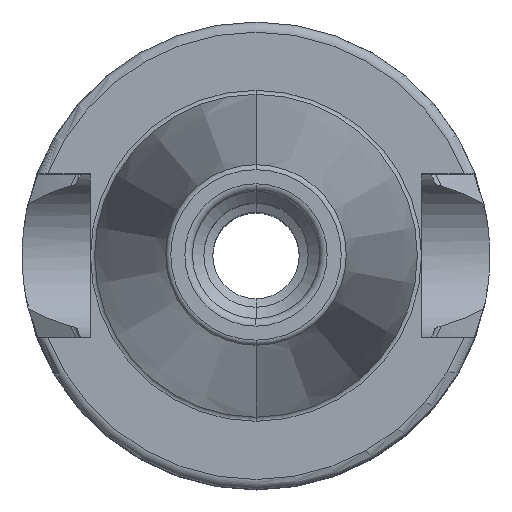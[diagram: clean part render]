
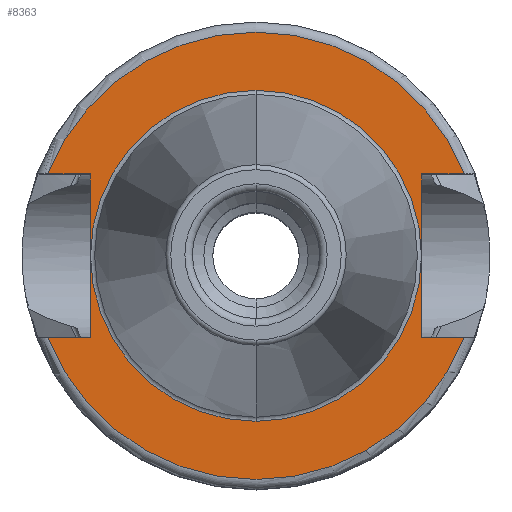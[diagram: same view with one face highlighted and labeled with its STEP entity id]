
A CAD part, top view. The second image highlights one B-rep face of the part: STEP entity #8363.
In plain terms, the highlighted planar face has unit normal (0, 0, 1).
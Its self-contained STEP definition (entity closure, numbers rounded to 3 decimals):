
#2517=DIRECTION('',(1,0,0));
#2518=VECTOR('',#2517,4.174);
#2519=CARTESIAN_POINT('',(-20.474,-8.05,20));
#2520=LINE('',#2519,#2518);
#2521=DIRECTION('',(0,1,0));
#2522=VECTOR('',#2521,16.1);
#2523=CARTESIAN_POINT('',(-16.3,-8.05,20));
#2524=LINE('',#2523,#2522);
#2525=DIRECTION('',(1,0,0));
#2526=VECTOR('',#2525,4.174);
#2527=CARTESIAN_POINT('',(-20.474,8.05,20));
#2528=LINE('',#2527,#2526);
#2529=DIRECTION('',(-1,0,0));
#2530=VECTOR('',#2529,4.174);
#2531=CARTESIAN_POINT('',(20.474,8.05,20));
#2532=LINE('',#2531,#2530);
#2533=DIRECTION('',(0,-1,0));
#2534=VECTOR('',#2533,16.1);
#2535=CARTESIAN_POINT('',(16.3,8.05,20));
#2536=LINE('',#2535,#2534);
#2537=DIRECTION('',(-1,0,0));
#2538=VECTOR('',#2537,4.174);
#2539=CARTESIAN_POINT('',(20.474,-8.05,20));
#2540=LINE('',#2539,#2538);
#2551=CARTESIAN_POINT('',(0,0,20));
#2552=DIRECTION('',(0,0,1));
#2553=DIRECTION('',(0,1,0));
#2554=AXIS2_PLACEMENT_3D('',#2551,#2552,#2553);
#2556=CARTESIAN_POINT('',(0,0,20));
#2557=DIRECTION('',(0,0,-1));
#2558=DIRECTION('',(0,1,0));
#2559=AXIS2_PLACEMENT_3D('',#2556,#2557,#2558);
#2796=CARTESIAN_POINT('',(0,0,20));
#2797=DIRECTION('',(0,0,1));
#2798=DIRECTION('',(-0.931,-0.366,0));
#2799=AXIS2_PLACEMENT_3D('',#2796,#2797,#2798);
#2813=CARTESIAN_POINT('',(0,0,20));
#2814=DIRECTION('',(0,0,1));
#2815=DIRECTION('',(0.931,0.366,0));
#2816=AXIS2_PLACEMENT_3D('',#2813,#2814,#2815);
#3705=CARTESIAN_POINT('',(-20.474,-8.05,20));
#3706=CARTESIAN_POINT('',(-16.3,-8.05,20));
#3707=VERTEX_POINT('',#3705);
#3708=VERTEX_POINT('',#3706);
#3709=CARTESIAN_POINT('',(-16.3,8.05,20));
#3710=VERTEX_POINT('',#3709);
#3711=CARTESIAN_POINT('',(-20.474,8.05,20));
#3712=VERTEX_POINT('',#3711);
#3713=CARTESIAN_POINT('',(16.3,8.05,20));
#3714=CARTESIAN_POINT('',(16.3,-8.05,20));
#3715=VERTEX_POINT('',#3713);
#3716=VERTEX_POINT('',#3714);
#3717=CARTESIAN_POINT('',(20.474,-8.05,20));
#3718=VERTEX_POINT('',#3717);
#3719=CARTESIAN_POINT('',(20.474,8.05,20));
#3720=VERTEX_POINT('',#3719);
#3763=CARTESIAN_POINT('',(0,16.275,20));
#3765=VERTEX_POINT('',#3763);
#3769=CARTESIAN_POINT('',(0,-16.275,20));
#3771=VERTEX_POINT('',#3769);
#8340=CARTESIAN_POINT('',(0,0,20));
#8341=DIRECTION('',(0,0,-1));
#8342=DIRECTION('',(0,-1,0));
#8343=AXIS2_PLACEMENT_3D('',#8340,#8341,#8342);
#8344=PLANE('',#8343);
#8345=ORIENTED_EDGE('',*,*,#8331,.T.);
#8346=ORIENTED_EDGE('',*,*,#8156,.T.);
#8347=ORIENTED_EDGE('',*,*,#8175,.F.);
#8349=ORIENTED_EDGE('',*,*,#8348,.F.);
#8350=ORIENTED_EDGE('',*,*,#8256,.T.);
#8351=ORIENTED_EDGE('',*,*,#8274,.T.);
#8352=ORIENTED_EDGE('',*,*,#8291,.F.);
#8354=ORIENTED_EDGE('',*,*,#8353,.F.);
#8355=EDGE_LOOP('',(#8345,#8346,#8347,#8349,#8350,#8351,#8352,#8354));
#8356=FACE_OUTER_BOUND('',#8355,.F.);
#8358=ORIENTED_EDGE('',*,*,#8357,.T.);
#8360=ORIENTED_EDGE('',*,*,#8359,.F.);
#8361=EDGE_LOOP('',(#8358,#8360));
#8362=FACE_BOUND('',#8361,.F.);
#8363=ADVANCED_FACE('',(#8356,#8362),#8344,.F.);
#2555=CIRCLE('',#2554,16.275);
#2560=CIRCLE('',#2559,16.275);
#2800=CIRCLE('',#2799,22);
#2817=CIRCLE('',#2816,22);
#8156=EDGE_CURVE('',#3708,#3710,#2524,.T.);
#8175=EDGE_CURVE('',#3712,#3710,#2528,.T.);
#8256=EDGE_CURVE('',#3720,#3715,#2532,.T.);
#8274=EDGE_CURVE('',#3715,#3716,#2536,.T.);
#8291=EDGE_CURVE('',#3718,#3716,#2540,.T.);
#8331=EDGE_CURVE('',#3707,#3708,#2520,.T.);
#8348=EDGE_CURVE('',#3720,#3712,#2817,.T.);
#8353=EDGE_CURVE('',#3707,#3718,#2800,.T.);
#8357=EDGE_CURVE('',#3765,#3771,#2555,.T.);
#8359=EDGE_CURVE('',#3765,#3771,#2560,.T.);
